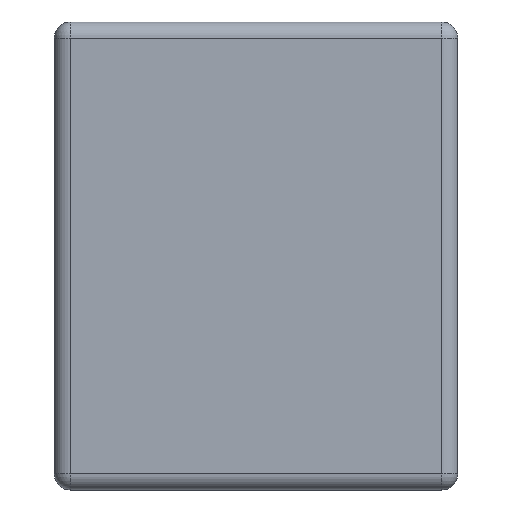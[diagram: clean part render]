
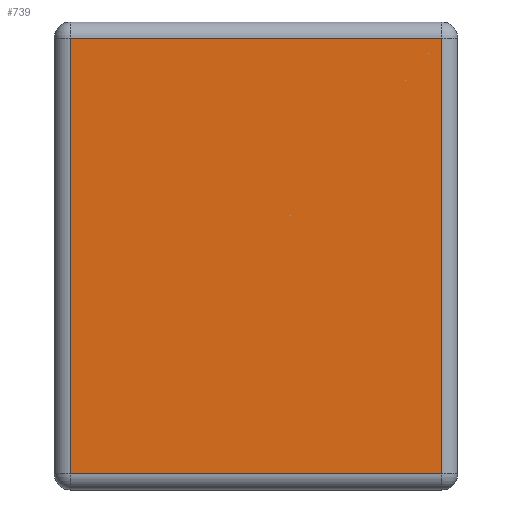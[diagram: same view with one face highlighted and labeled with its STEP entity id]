
A CAD part, left-side view. The second image highlights one B-rep face of the part: STEP entity #739.
In plain terms, the highlighted planar face has unit normal (-1, 0, 0).
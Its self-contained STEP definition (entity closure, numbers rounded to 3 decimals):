
#50 = VERTEX_POINT('',#51);
#51 = CARTESIAN_POINT('',(-1.,-0.575,1.4));
#59 = CYLINDRICAL_SURFACE('',#60,0.05);
#60 = AXIS2_PLACEMENT_3D('',#61,#62,#63);
#61 = CARTESIAN_POINT('',(-0.95,-0.575,0.));
#62 = DIRECTION('',(0.,0.,-1.));
#63 = DIRECTION('',(0.,1.,0.));
#83 = EDGE_CURVE('',#84,#50,#86,.T.);
#84 = VERTEX_POINT('',#85);
#85 = CARTESIAN_POINT('',(-1.,-0.575,0.05));
#86 = SURFACE_CURVE('',#87,(#91,#98),.PCURVE_S1.);
#87 = LINE('',#88,#89);
#88 = CARTESIAN_POINT('',(-1.,-0.575,1.45));
#89 = VECTOR('',#90,1.);
#90 = DIRECTION('',(0.,0.,1.));
#91 = PCURVE('',#59,#92);
#92 = DEFINITIONAL_REPRESENTATION('',(#93),#97);
#93 = LINE('',#94,#95);
#94 = CARTESIAN_POINT('',(4.712,-1.45));
#95 = VECTOR('',#96,1.);
#96 = DIRECTION('',(0.,-1.));
#97 = ( GEOMETRIC_REPRESENTATION_CONTEXT(2) 
PARAMETRIC_REPRESENTATION_CONTEXT() REPRESENTATION_CONTEXT('2D SPACE',''
  ) );
#98 = PCURVE('',#99,#104);
#99 = PLANE('',#100);
#100 = AXIS2_PLACEMENT_3D('',#101,#102,#103);
#101 = CARTESIAN_POINT('',(-1.,0.,0.));
#102 = DIRECTION('',(-1.,0.,0.));
#103 = DIRECTION('',(0.,-1.,0.));
#104 = DEFINITIONAL_REPRESENTATION('',(#105),#109);
#105 = LINE('',#106,#107);
#106 = CARTESIAN_POINT('',(0.575,1.45));
#107 = VECTOR('',#108,1.);
#108 = DIRECTION('',(0.,1.));
#109 = ( GEOMETRIC_REPRESENTATION_CONTEXT(2) 
PARAMETRIC_REPRESENTATION_CONTEXT() REPRESENTATION_CONTEXT('2D SPACE',''
  ) );
#170 = VERTEX_POINT('',#171);
#171 = CARTESIAN_POINT('',(-1.,0.575,1.4));
#181 = CYLINDRICAL_SURFACE('',#182,0.05);
#182 = AXIS2_PLACEMENT_3D('',#183,#184,#185);
#183 = CARTESIAN_POINT('',(-0.95,0.575,0.));
#184 = DIRECTION('',(0.,0.,1.));
#185 = DIRECTION('',(0.,-1.,0.));
#234 = VERTEX_POINT('',#235);
#235 = CARTESIAN_POINT('',(-1.,0.575,0.05));
#262 = EDGE_CURVE('',#170,#234,#263,.T.);
#263 = SURFACE_CURVE('',#264,(#268,#275),.PCURVE_S1.);
#264 = LINE('',#265,#266);
#265 = CARTESIAN_POINT('',(-1.,0.575,0.));
#266 = VECTOR('',#267,1.);
#267 = DIRECTION('',(0.,0.,-1.));
#268 = PCURVE('',#181,#269);
#269 = DEFINITIONAL_REPRESENTATION('',(#270),#274);
#270 = LINE('',#271,#272);
#271 = CARTESIAN_POINT('',(4.712,0.));
#272 = VECTOR('',#273,1.);
#273 = DIRECTION('',(0.,-1.));
#274 = ( GEOMETRIC_REPRESENTATION_CONTEXT(2) 
PARAMETRIC_REPRESENTATION_CONTEXT() REPRESENTATION_CONTEXT('2D SPACE',''
  ) );
#275 = PCURVE('',#99,#276);
#276 = DEFINITIONAL_REPRESENTATION('',(#277),#281);
#277 = LINE('',#278,#279);
#278 = CARTESIAN_POINT('',(-0.575,0.));
#279 = VECTOR('',#280,1.);
#280 = DIRECTION('',(0.,-1.));
#281 = ( GEOMETRIC_REPRESENTATION_CONTEXT(2) 
PARAMETRIC_REPRESENTATION_CONTEXT() REPRESENTATION_CONTEXT('2D SPACE',''
  ) );
#365 = CYLINDRICAL_SURFACE('',#366,0.05);
#366 = AXIS2_PLACEMENT_3D('',#367,#368,#369);
#367 = CARTESIAN_POINT('',(-0.95,0.,1.4));
#368 = DIRECTION('',(0.,-1.,0.));
#369 = DIRECTION('',(1.,0.,0.));
#445 = CYLINDRICAL_SURFACE('',#446,0.05);
#446 = AXIS2_PLACEMENT_3D('',#447,#448,#449);
#447 = CARTESIAN_POINT('',(-0.95,0.,0.05));
#448 = DIRECTION('',(0.,1.,0.));
#449 = DIRECTION('',(-1.,0.,0.));
#599 = EDGE_CURVE('',#50,#170,#600,.T.);
#600 = SURFACE_CURVE('',#601,(#605,#612),.PCURVE_S1.);
#601 = LINE('',#602,#603);
#602 = CARTESIAN_POINT('',(-1.,0.625,1.4));
#603 = VECTOR('',#604,1.);
#604 = DIRECTION('',(0.,1.,0.));
#605 = PCURVE('',#365,#606);
#606 = DEFINITIONAL_REPRESENTATION('',(#607),#611);
#607 = LINE('',#608,#609);
#608 = CARTESIAN_POINT('',(3.142,-0.625));
#609 = VECTOR('',#610,1.);
#610 = DIRECTION('',(0.,-1.));
#611 = ( GEOMETRIC_REPRESENTATION_CONTEXT(2) 
PARAMETRIC_REPRESENTATION_CONTEXT() REPRESENTATION_CONTEXT('2D SPACE',''
  ) );
#612 = PCURVE('',#99,#613);
#613 = DEFINITIONAL_REPRESENTATION('',(#614),#618);
#614 = LINE('',#615,#616);
#615 = CARTESIAN_POINT('',(-0.625,1.4));
#616 = VECTOR('',#617,1.);
#617 = DIRECTION('',(-1.,0.));
#618 = ( GEOMETRIC_REPRESENTATION_CONTEXT(2) 
PARAMETRIC_REPRESENTATION_CONTEXT() REPRESENTATION_CONTEXT('2D SPACE',''
  ) );
#739 = ADVANCED_FACE('',(#740),#99,.T.);
#740 = FACE_BOUND('',#741,.T.);
#741 = EDGE_LOOP('',(#742,#743,#744,#765));
#742 = ORIENTED_EDGE('',*,*,#599,.T.);
#743 = ORIENTED_EDGE('',*,*,#262,.T.);
#744 = ORIENTED_EDGE('',*,*,#745,.T.);
#745 = EDGE_CURVE('',#234,#84,#746,.T.);
#746 = SURFACE_CURVE('',#747,(#751,#758),.PCURVE_S1.);
#747 = LINE('',#748,#749);
#748 = CARTESIAN_POINT('',(-1.,-0.625,0.05));
#749 = VECTOR('',#750,1.);
#750 = DIRECTION('',(0.,-1.,0.));
#751 = PCURVE('',#99,#752);
#752 = DEFINITIONAL_REPRESENTATION('',(#753),#757);
#753 = LINE('',#754,#755);
#754 = CARTESIAN_POINT('',(0.625,0.05));
#755 = VECTOR('',#756,1.);
#756 = DIRECTION('',(1.,0.));
#757 = ( GEOMETRIC_REPRESENTATION_CONTEXT(2) 
PARAMETRIC_REPRESENTATION_CONTEXT() REPRESENTATION_CONTEXT('2D SPACE',''
  ) );
#758 = PCURVE('',#445,#759);
#759 = DEFINITIONAL_REPRESENTATION('',(#760),#764);
#760 = LINE('',#761,#762);
#761 = CARTESIAN_POINT('',(6.283,-0.625));
#762 = VECTOR('',#763,1.);
#763 = DIRECTION('',(0.,-1.));
#764 = ( GEOMETRIC_REPRESENTATION_CONTEXT(2) 
PARAMETRIC_REPRESENTATION_CONTEXT() REPRESENTATION_CONTEXT('2D SPACE',''
  ) );
#765 = ORIENTED_EDGE('',*,*,#83,.T.);
